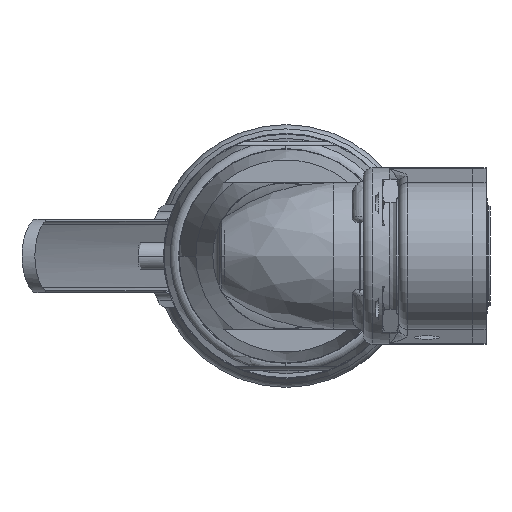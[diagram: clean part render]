
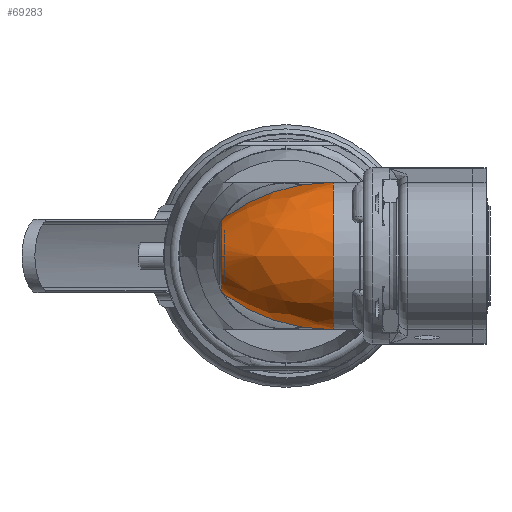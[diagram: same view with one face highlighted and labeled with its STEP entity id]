
A CAD part, left-side view. The second image highlights one B-rep face of the part: STEP entity #69283.
In plain terms, the highlighted free-form (B-spline) face has degree [3, 3] with [7, 4] control points.
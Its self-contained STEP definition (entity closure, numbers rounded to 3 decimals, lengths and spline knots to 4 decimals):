
#65708=CARTESIAN_POINT('',(-8.8373,0.4366,0.));
#65709=DIRECTION('',(0.,-1.,0.));
#65710=DIRECTION('',(0.162,0.,0.987));
#65711=AXIS2_PLACEMENT_3D('',#65708,#65709,#65710);
#65739=CARTESIAN_POINT('',(-8.8373,-0.32,0.));
#65740=DIRECTION('',(0.,1.,0.));
#65741=DIRECTION('',(0.584,0.,-0.812));
#65742=AXIS2_PLACEMENT_3D('',#65739,#65740,#65741);
#67374=CARTESIAN_POINT('',(-8.8372,-0.0984,
0.4828));
#67375=CARTESIAN_POINT('',(-8.8299,-0.1025,
0.4835));
#67376=CARTESIAN_POINT('',(-8.8154,-0.1107,
0.4846));
#67377=CARTESIAN_POINT('',(-8.7942,-0.1221,
0.4851));
#67378=CARTESIAN_POINT('',(-8.7736,-0.1327,
0.4844));
#67379=CARTESIAN_POINT('',(-8.7602,-0.1392,
0.4834));
#67380=CARTESIAN_POINT('',(-8.7537,-0.1423,
0.4827));
#67382=CARTESIAN_POINT('',(-8.7537,-0.1423,
-0.4827));
#67383=CARTESIAN_POINT('',(-8.7602,-0.1392,
-0.4834));
#67384=CARTESIAN_POINT('',(-8.7736,-0.1327,
-0.4844));
#67385=CARTESIAN_POINT('',(-8.7942,-0.1221,
-0.4851));
#67386=CARTESIAN_POINT('',(-8.8154,-0.1107,
-0.4846));
#67387=CARTESIAN_POINT('',(-8.8299,-0.1025,
-0.4835));
#67388=CARTESIAN_POINT('',(-8.8373,-0.0984,
-0.4828));
#67390=CARTESIAN_POINT('',(-8.8373,-0.32,0.7525));
#67391=DIRECTION('',(-1.,0.,0.));
#67392=DIRECTION('',(0.,0.586,-0.81));
#67393=AXIS2_PLACEMENT_3D('',#67390,#67391,#67392);
#67395=CARTESIAN_POINT('',(-8.8373,0.4159,
-0.2641));
#67396=CARTESIAN_POINT('',(-8.8301,0.42,
-0.2612));
#67397=CARTESIAN_POINT('',(-8.8163,0.4274,
-0.2551));
#67398=CARTESIAN_POINT('',(-8.8033,0.4337,
-0.2488));
#67399=CARTESIAN_POINT('',(-8.7969,0.4366,
-0.2455));
#67401=CARTESIAN_POINT('',(-8.7969,0.4366,
0.2455));
#67402=CARTESIAN_POINT('',(-8.8033,0.4337,
0.2488));
#67403=CARTESIAN_POINT('',(-8.8163,0.4274,
0.2551));
#67404=CARTESIAN_POINT('',(-8.8301,0.42,
0.2612));
#67405=CARTESIAN_POINT('',(-8.8373,0.4159,
0.2641));
#67407=CARTESIAN_POINT('',(-8.8373,-0.32,-0.7525));
#67408=DIRECTION('',(-1.,0.,0.));
#67409=DIRECTION('',(0.,0.177,0.984));
#67410=AXIS2_PLACEMENT_3D('',#67407,#67408,#67409);
#67417=CARTESIAN_POINT('',(-8.8372,-0.0984,
0.4828));
#67446=CARTESIAN_POINT('',(-8.8373,0.4159,
0.2641));
#67490=CARTESIAN_POINT('',(-8.8373,0.4159,
-0.2641));
#67574=CARTESIAN_POINT('',(-8.5437,-0.32,0.4078));
#67575=CARTESIAN_POINT('',(-8.5536,-0.3091,
0.415));
#67576=CARTESIAN_POINT('',(-8.5739,-0.2873,
0.4281));
#67577=CARTESIAN_POINT('',(-8.6053,-0.2553,
0.4445));
#67578=CARTESIAN_POINT('',(-8.6368,-0.2253,
0.4574));
#67579=CARTESIAN_POINT('',(-8.668,-0.1982,
0.4673));
#67580=CARTESIAN_POINT('',(-8.6984,-0.1748,
0.4746));
#67581=CARTESIAN_POINT('',(-8.7274,-0.1558,
0.4796));
#67582=CARTESIAN_POINT('',(-8.7452,-0.1463,
0.4818));
#67583=CARTESIAN_POINT('',(-8.7537,-0.1423,
0.4827));
#67634=CARTESIAN_POINT('',(-8.7537,-0.1423,
-0.4827));
#67635=CARTESIAN_POINT('',(-8.745,-0.1464,
-0.4818));
#67636=CARTESIAN_POINT('',(-8.727,-0.156,
-0.4795));
#67637=CARTESIAN_POINT('',(-8.6979,-0.1752,
-0.4745));
#67638=CARTESIAN_POINT('',(-8.6676,-0.1986,
-0.4672));
#67639=CARTESIAN_POINT('',(-8.6366,-0.2256,
-0.4573));
#67640=CARTESIAN_POINT('',(-8.6052,-0.2554,
-0.4444));
#67641=CARTESIAN_POINT('',(-8.5739,-0.2873,
-0.4281));
#67642=CARTESIAN_POINT('',(-8.5537,-0.309,
-0.415));
#67643=CARTESIAN_POINT('',(-8.5437,-0.32,-0.4078));
#68228=VERTEX_POINT('',#67417);
#68229=VERTEX_POINT('',#67380);
#68231=VERTEX_POINT('',#67574);
#68232=VERTEX_POINT('',#67446);
#68234=VERTEX_POINT('',#67401);
#68236=VERTEX_POINT('',#67490);
#68237=VERTEX_POINT('',#67399);
#68240=VERTEX_POINT('',#67634);
#68241=VERTEX_POINT('',#67643);
#68242=VERTEX_POINT('',#67388);
#69234=CARTESIAN_POINT('',(-8.6812,0.4495,
0.1809));
#69235=CARTESIAN_POINT('',(-8.5663,0.2228,
0.3142));
#69236=CARTESIAN_POINT('',(-8.5067,-0.0493,
0.3832));
#69237=CARTESIAN_POINT('',(-8.5091,-0.3362,
0.3804));
#69238=CARTESIAN_POINT('',(-8.8607,0.4495,
0.3357));
#69239=CARTESIAN_POINT('',(-8.8779,0.2228,
0.583));
#69240=CARTESIAN_POINT('',(-8.8869,-0.0493,
0.7112));
#69241=CARTESIAN_POINT('',(-8.8865,-0.3362,
0.706));
#69242=CARTESIAN_POINT('',(-9.0762,0.4495,
0.237));
#69243=CARTESIAN_POINT('',(-9.2521,0.2228,
0.4116));
#69244=CARTESIAN_POINT('',(-9.3434,-0.0493,
0.5021));
#69245=CARTESIAN_POINT('',(-9.3396,-0.3362,
0.4984));
#69246=CARTESIAN_POINT('',(-9.0762,0.4495,0.));
#69247=CARTESIAN_POINT('',(-9.2521,0.2228,0.));
#69248=CARTESIAN_POINT('',(-9.3434,-0.0493,0.));
#69249=CARTESIAN_POINT('',(-9.3396,-0.3362,0.));
#69250=CARTESIAN_POINT('',(-9.0762,0.4495,
-0.237));
#69251=CARTESIAN_POINT('',(-9.2521,0.2228,
-0.4116));
#69252=CARTESIAN_POINT('',(-9.3434,-0.0493,
-0.5021));
#69253=CARTESIAN_POINT('',(-9.3396,-0.3362,
-0.4984));
#69254=CARTESIAN_POINT('',(-8.8607,0.4495,
-0.3357));
#69255=CARTESIAN_POINT('',(-8.8779,0.2228,
-0.583));
#69256=CARTESIAN_POINT('',(-8.8869,-0.0493,
-0.7112));
#69257=CARTESIAN_POINT('',(-8.8865,-0.3362,
-0.706));
#69258=CARTESIAN_POINT('',(-8.6812,0.4495,
-0.1809));
#69259=CARTESIAN_POINT('',(-8.5663,0.2228,
-0.3142));
#69260=CARTESIAN_POINT('',(-8.5067,-0.0493,
-0.3832));
#69261=CARTESIAN_POINT('',(-8.5091,-0.3362,
-0.3804));
#69262=(BOUNDED_SURFACE()B_SPLINE_SURFACE(3,3,((#69234,#69235,#69236,#69237),(
#69238,#69239,#69240,#69241),(#69242,#69243,#69244,#69245),(#69246,#69247,
#69248,#69249),(#69250,#69251,#69252,#69253),(#69254,#69255,#69256,#69257),(
#69258,#69259,#69260,#69261)),.UNSPECIFIED.,.F.,.F.,.F.)B_SPLINE_SURFACE_WITH_KNOTS((4,3,4),(4,4),(0.,1.,2.),(0.,1.),.UNSPECIFIED.)GEOMETRIC_REPRESENTATION_ITEM()RATIONAL_B_SPLINE_SURFACE(((1.453,1.398,
1.398,1.453),(0.888,0.854,
0.854,0.888),(0.888,0.854,
0.854,0.888),(1.453,1.398,
1.398,1.453),(0.888,0.854,
0.854,0.888),(0.888,0.854,
0.854,0.888),(1.453,1.398,
1.398,1.453)))REPRESENTATION_ITEM('')SURFACE());
#69264=ORIENTED_EDGE('',*,*,#69263,.T.);
#69266=ORIENTED_EDGE('',*,*,#69265,.F.);
#69267=ORIENTED_EDGE('',*,*,#68324,.F.);
#69269=ORIENTED_EDGE('',*,*,#69268,.F.);
#69271=ORIENTED_EDGE('',*,*,#69270,.T.);
#69273=ORIENTED_EDGE('',*,*,#69272,.F.);
#69275=ORIENTED_EDGE('',*,*,#69274,.T.);
#69276=ORIENTED_EDGE('',*,*,#68302,.F.);
#69278=ORIENTED_EDGE('',*,*,#69277,.T.);
#69280=ORIENTED_EDGE('',*,*,#69279,.F.);
#69281=EDGE_LOOP('',(#69264,#69266,#69267,#69269,#69271,#69273,#69275,#69276,
#69278,#69280));
#69282=FACE_OUTER_BOUND('',#69281,.F.);
#69283=ADVANCED_FACE('',(#69282),#69262,.T.);
#65712=CIRCLE('',#65711,0.2488);
#65743=CIRCLE('',#65742,0.5025);
#67381=B_SPLINE_CURVE_WITH_KNOTS('',3,(#67374,#67375,#67376,#67377,#67378,
#67379,#67380),.UNSPECIFIED.,.F.,.F.,(4,1,1,1,4),(0.,0.25,0.5,0.75,
1.),.UNSPECIFIED.);
#67389=B_SPLINE_CURVE_WITH_KNOTS('',3,(#67382,#67383,#67384,#67385,#67386,
#67387,#67388),.UNSPECIFIED.,.F.,.F.,(4,1,1,1,4),(0.,0.25,0.5,0.75,
1.),.UNSPECIFIED.);
#67394=CIRCLE('',#67393,1.255);
#67400=B_SPLINE_CURVE_WITH_KNOTS('',3,(#67395,#67396,#67397,#67398,#67399),
.UNSPECIFIED.,.F.,.F.,(4,1,4),(0.,0.5,1.),.UNSPECIFIED.);
#67406=B_SPLINE_CURVE_WITH_KNOTS('',3,(#67401,#67402,#67403,#67404,#67405),
.UNSPECIFIED.,.F.,.F.,(4,1,4),(0.,0.5,1.),.UNSPECIFIED.);
#67411=CIRCLE('',#67410,1.255);
#67584=B_SPLINE_CURVE_WITH_KNOTS('',3,(#67574,#67575,#67576,#67577,#67578,
#67579,#67580,#67581,#67582,#67583),.UNSPECIFIED.,.F.,.F.,(4,1,1,1,1,1,1,4),(
0.,0.1429,0.2857,0.4286,0.5714,
0.7143,0.8571,1.),.UNSPECIFIED.);
#67644=B_SPLINE_CURVE_WITH_KNOTS('',3,(#67634,#67635,#67636,#67637,#67638,
#67639,#67640,#67641,#67642,#67643),.UNSPECIFIED.,.F.,.F.,(4,1,1,1,1,1,1,4),(
0.,0.1429,0.2857,0.4286,0.5714,
0.7143,0.8571,1.),.UNSPECIFIED.);
#68302=EDGE_CURVE('',#68234,#68237,#65712,.T.);
#68324=EDGE_CURVE('',#68241,#68231,#65743,.T.);
#69263=EDGE_CURVE('',#68228,#68229,#67381,.T.);
#69265=EDGE_CURVE('',#68231,#68229,#67584,.T.);
#69268=EDGE_CURVE('',#68240,#68241,#67644,.T.);
#69270=EDGE_CURVE('',#68240,#68242,#67389,.T.);
#69272=EDGE_CURVE('',#68236,#68242,#67394,.T.);
#69274=EDGE_CURVE('',#68236,#68237,#67400,.T.);
#69277=EDGE_CURVE('',#68234,#68232,#67406,.T.);
#69279=EDGE_CURVE('',#68228,#68232,#67411,.T.);
